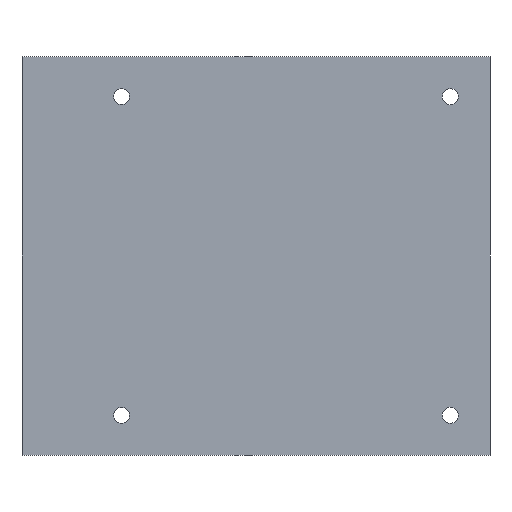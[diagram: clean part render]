
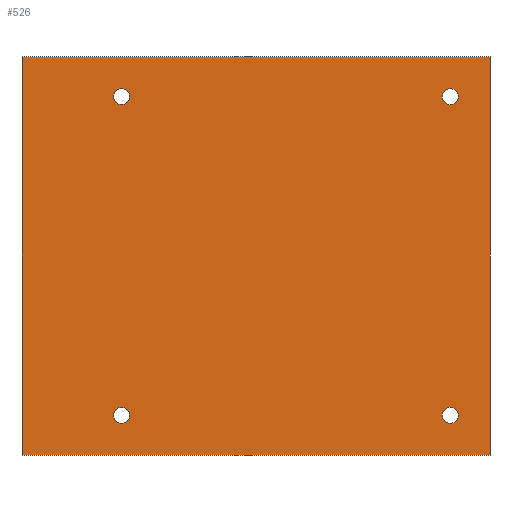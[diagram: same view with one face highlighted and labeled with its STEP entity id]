
A CAD part, front view. The second image highlights one B-rep face of the part: STEP entity #526.
In plain terms, the highlighted planar face has unit normal (0, -1, 0).
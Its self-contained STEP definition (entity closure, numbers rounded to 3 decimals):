
#164=DIRECTION('',(0.,0.,-1.));
#165=VECTOR('',#164,200.);
#166=CARTESIAN_POINT('',(-35.,-5.,100.));
#167=LINE('',#166,#165);
#171=DIRECTION('',(-1.,0.,0.));
#172=VECTOR('',#171,235.);
#173=CARTESIAN_POINT('',(200.,-5.,100.));
#174=LINE('',#173,#172);
#178=DIRECTION('',(0.,0.,1.));
#179=VECTOR('',#178,200.);
#180=CARTESIAN_POINT('',(200.,-5.,-100.));
#181=LINE('',#180,#179);
#185=DIRECTION('',(1.,0.,0.));
#186=VECTOR('',#185,235.);
#187=CARTESIAN_POINT('',(-35.,-5.,-100.));
#188=LINE('',#187,#186);
#192=CARTESIAN_POINT('',(15.,-5.,80.));
#193=DIRECTION('',(0.,1.,0.));
#194=DIRECTION('',(-1.,0.,0.));
#195=AXIS2_PLACEMENT_3D('',#192,#193,#194);
#200=CARTESIAN_POINT('',(15.,-5.,80.));
#201=DIRECTION('',(0.,1.,0.));
#202=DIRECTION('',(1.,0.,0.));
#203=AXIS2_PLACEMENT_3D('',#200,#201,#202);
#208=CARTESIAN_POINT('',(180.,-5.,80.));
#209=DIRECTION('',(0.,1.,0.));
#210=DIRECTION('',(-1.,0.,0.));
#211=AXIS2_PLACEMENT_3D('',#208,#209,#210);
#216=CARTESIAN_POINT('',(180.,-5.,80.));
#217=DIRECTION('',(0.,1.,0.));
#218=DIRECTION('',(1.,0.,0.));
#219=AXIS2_PLACEMENT_3D('',#216,#217,#218);
#224=CARTESIAN_POINT('',(15.,-5.,-80.));
#225=DIRECTION('',(0.,1.,0.));
#226=DIRECTION('',(-1.,0.,0.));
#227=AXIS2_PLACEMENT_3D('',#224,#225,#226);
#232=CARTESIAN_POINT('',(15.,-5.,-80.));
#233=DIRECTION('',(0.,1.,0.));
#234=DIRECTION('',(1.,0.,0.));
#235=AXIS2_PLACEMENT_3D('',#232,#233,#234);
#240=CARTESIAN_POINT('',(180.,-5.,-80.));
#241=DIRECTION('',(0.,1.,0.));
#242=DIRECTION('',(-1.,0.,0.));
#243=AXIS2_PLACEMENT_3D('',#240,#241,#242);
#248=CARTESIAN_POINT('',(180.,-5.,-80.));
#249=DIRECTION('',(0.,1.,0.));
#250=DIRECTION('',(1.,0.,0.));
#251=AXIS2_PLACEMENT_3D('',#248,#249,#250);
#320=CARTESIAN_POINT('',(-35.,-5.,100.));
#321=CARTESIAN_POINT('',(-35.,-5.,-100.));
#322=VERTEX_POINT('',#320);
#323=VERTEX_POINT('',#321);
#324=CARTESIAN_POINT('',(200.,-5.,-100.));
#325=VERTEX_POINT('',#324);
#326=CARTESIAN_POINT('',(200.,-5.,100.));
#327=VERTEX_POINT('',#326);
#332=CARTESIAN_POINT('',(11.,-5.,80.));
#333=CARTESIAN_POINT('',(19.,-5.,80.));
#334=VERTEX_POINT('',#332);
#335=VERTEX_POINT('',#333);
#340=CARTESIAN_POINT('',(176.,-5.,80.));
#341=CARTESIAN_POINT('',(184.,-5.,80.));
#342=VERTEX_POINT('',#340);
#343=VERTEX_POINT('',#341);
#348=CARTESIAN_POINT('',(11.,-5.,-80.));
#349=CARTESIAN_POINT('',(19.,-5.,-80.));
#350=VERTEX_POINT('',#348);
#351=VERTEX_POINT('',#349);
#356=CARTESIAN_POINT('',(176.,-5.,-80.));
#357=CARTESIAN_POINT('',(184.,-5.,-80.));
#358=VERTEX_POINT('',#356);
#359=VERTEX_POINT('',#357);
#491=CARTESIAN_POINT('',(0.,-5.,0.));
#492=DIRECTION('',(0.,-1.,0.));
#493=DIRECTION('',(1.,0.,0.));
#494=AXIS2_PLACEMENT_3D('',#491,#492,#493);
#495=PLANE('',#494);
#496=ORIENTED_EDGE('',*,*,#415,.F.);
#497=ORIENTED_EDGE('',*,*,#437,.F.);
#498=ORIENTED_EDGE('',*,*,#458,.F.);
#499=ORIENTED_EDGE('',*,*,#478,.F.);
#500=EDGE_LOOP('',(#496,#497,#498,#499));
#501=FACE_OUTER_BOUND('',#500,.F.);
#503=ORIENTED_EDGE('',*,*,#502,.F.);
#505=ORIENTED_EDGE('',*,*,#504,.F.);
#506=EDGE_LOOP('',(#503,#505));
#507=FACE_BOUND('',#506,.F.);
#509=ORIENTED_EDGE('',*,*,#508,.F.);
#511=ORIENTED_EDGE('',*,*,#510,.F.);
#512=EDGE_LOOP('',(#509,#511));
#513=FACE_BOUND('',#512,.F.);
#515=ORIENTED_EDGE('',*,*,#514,.F.);
#517=ORIENTED_EDGE('',*,*,#516,.F.);
#518=EDGE_LOOP('',(#515,#517));
#519=FACE_BOUND('',#518,.F.);
#521=ORIENTED_EDGE('',*,*,#520,.F.);
#523=ORIENTED_EDGE('',*,*,#522,.F.);
#524=EDGE_LOOP('',(#521,#523));
#525=FACE_BOUND('',#524,.F.);
#196=CIRCLE('',#195,4.);
#204=CIRCLE('',#203,4.);
#212=CIRCLE('',#211,4.);
#220=CIRCLE('',#219,4.);
#228=CIRCLE('',#227,4.);
#236=CIRCLE('',#235,4.);
#244=CIRCLE('',#243,4.);
#252=CIRCLE('',#251,4.);
#415=EDGE_CURVE('',#322,#323,#167,.T.);
#437=EDGE_CURVE('',#327,#322,#174,.T.);
#458=EDGE_CURVE('',#325,#327,#181,.T.);
#478=EDGE_CURVE('',#323,#325,#188,.T.);
#502=EDGE_CURVE('',#334,#335,#196,.T.);
#504=EDGE_CURVE('',#335,#334,#204,.T.);
#508=EDGE_CURVE('',#342,#343,#212,.T.);
#510=EDGE_CURVE('',#343,#342,#220,.T.);
#514=EDGE_CURVE('',#350,#351,#228,.T.);
#516=EDGE_CURVE('',#351,#350,#236,.T.);
#520=EDGE_CURVE('',#358,#359,#244,.T.);
#522=EDGE_CURVE('',#359,#358,#252,.T.);
#526=ADVANCED_FACE('',(#501,#507,#513,#519,#525),#495,.T.);
